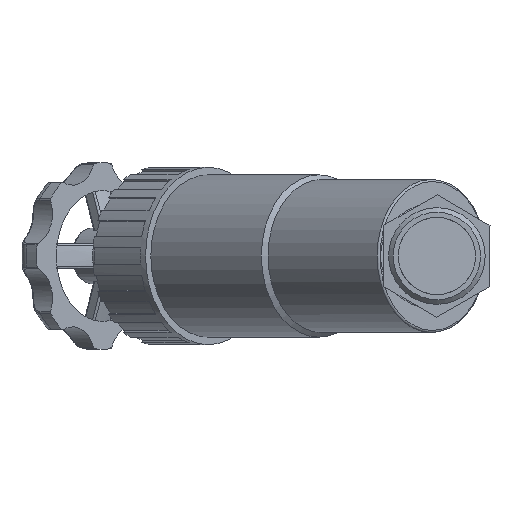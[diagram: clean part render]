
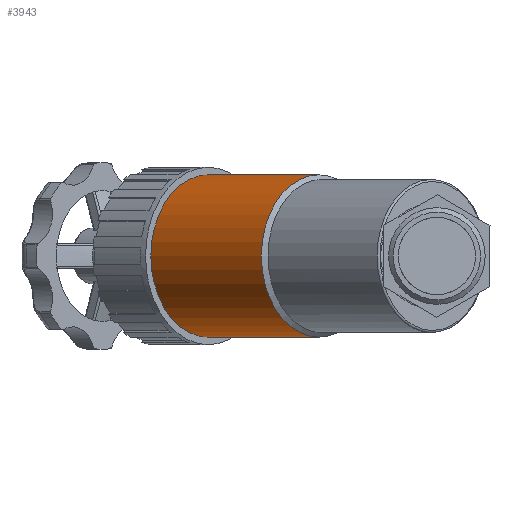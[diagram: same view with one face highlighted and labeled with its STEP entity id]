
A CAD part, left-side view. The second image highlights one B-rep face of the part: STEP entity #3943.
In plain terms, the highlighted cylindrical face has radius 35.235 mm (diameter 70.47 mm), a full revolution.
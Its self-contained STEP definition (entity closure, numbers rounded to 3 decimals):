
#712=FACE_BOUND('',#1456,.T.);
#797=CYLINDRICAL_SURFACE('',#4320,35.235);
#1216=FACE_OUTER_BOUND('',#1455,.T.);
#1455=EDGE_LOOP('',(#3582));
#1456=EDGE_LOOP('',(#3583));
#1700=CIRCLE('',#4319,35.235);
#1701=CIRCLE('',#4321,35.235);
#2023=VERTEX_POINT('',#8611);
#2024=VERTEX_POINT('',#8614);
#2558=EDGE_CURVE('',#2023,#2023,#1700,.T.);
#2559=EDGE_CURVE('',#2024,#2024,#1701,.T.);
#3582=ORIENTED_EDGE('',*,*,#2558,.T.);
#3583=ORIENTED_EDGE('',*,*,#2559,.F.);
#3943=ADVANCED_FACE('',(#1216,#712),#797,.T.);
#4319=AXIS2_PLACEMENT_3D('',#8612,#5246,#5247);
#4320=AXIS2_PLACEMENT_3D('',#8613,#5248,#5249);
#4321=AXIS2_PLACEMENT_3D('',#8615,#5250,#5251);
#5246=DIRECTION('center_axis',(0.707,0.707,0.));
#5247=DIRECTION('ref_axis',(0.707,-0.707,0.));
#5248=DIRECTION('center_axis',(0.707,0.707,0.));
#5249=DIRECTION('ref_axis',(-0.707,0.707,0.));
#5250=DIRECTION('center_axis',(0.707,0.707,0.));
#5251=DIRECTION('ref_axis',(0.707,-0.707,0.));
#8611=CARTESIAN_POINT('',(-5.515,76.115,0.));
#8612=CARTESIAN_POINT('Origin',(19.4,51.2,0.));
#8613=CARTESIAN_POINT('Origin',(43.384,75.184,0.));
#8614=CARTESIAN_POINT('',(42.454,124.084,0.));
#8615=CARTESIAN_POINT('Origin',(67.369,99.169,0.));
